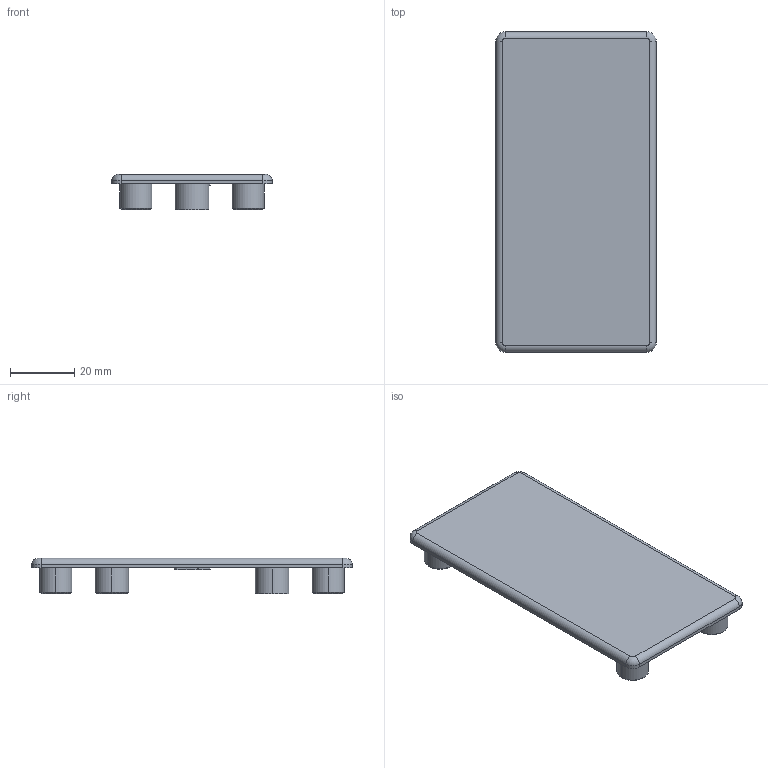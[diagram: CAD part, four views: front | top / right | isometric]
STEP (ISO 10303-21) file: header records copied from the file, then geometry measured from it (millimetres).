
FILE_DESCRIPTION (( 'STEP AP203' ), '1' );
FILE_NAME ('084.201.056.STEP', '2014-12-02T14:44:09', ( '' ), ( '' ), 'SwSTEP 2.0', 'SolidWorks 2012', '' );
FILE_SCHEMA (( 'CONFIG_CONTROL_DESIGN' ));
Length unit declared in the file: millimetre
Products named in the file (1): 084.201.056
Bounding box: 50 x 100 x 11 mm (x, y, z)
Volume: 16011.7 mm3; surface area: 13524.7 mm2
Topology: 3 solids, 3 shells, 94 faces, 210 edges, 134 vertices
Faces by surface type: cylinder 32, plane 25, bspline 23, cone 10, torus 4
Entity records: 2829 total; most frequent: CARTESIAN_POINT 756, ORIENTED_EDGE 420, DIRECTION 380, EDGE_CURVE 210, AXIS2_PLACEMENT_3D 150, VERTEX_POINT 134, EDGE_LOOP 108, FACE_OUTER_BOUND 94
